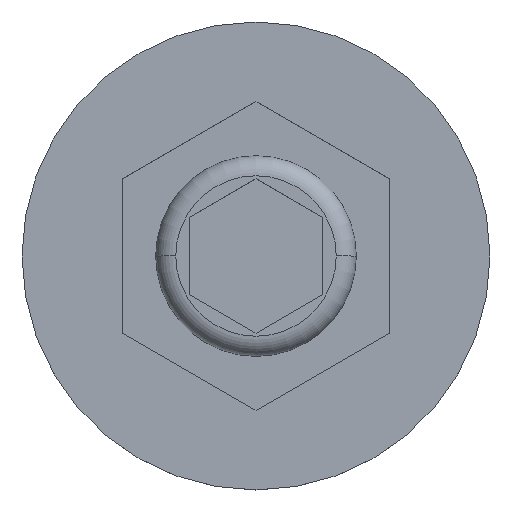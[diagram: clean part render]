
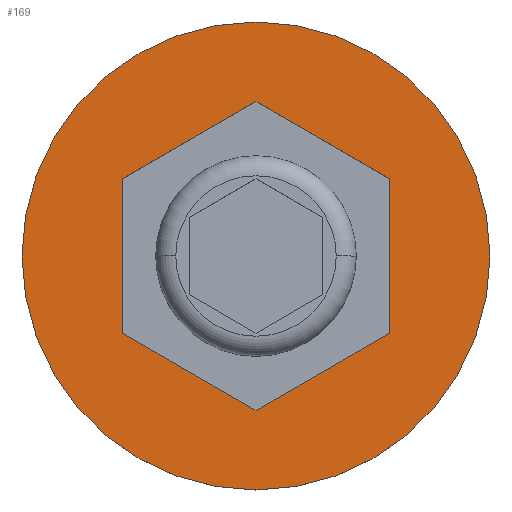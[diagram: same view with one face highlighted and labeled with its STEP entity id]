
A CAD part, top view. The second image highlights one B-rep face of the part: STEP entity #169.
In plain terms, the highlighted planar face has unit normal (0, 0, 1).
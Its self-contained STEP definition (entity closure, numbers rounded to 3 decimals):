
#46 = DIRECTION ( 'NONE',  ( 1., 0., 0. ) ) ;
#62 = PLANE ( 'NONE',  #174 ) ;
#65 = CARTESIAN_POINT ( 'NONE',  ( -2., 1.155, 0. ) ) ;
#90 = CARTESIAN_POINT ( 'NONE',  ( 0., 2.309, 0. ) ) ;
#103 = CARTESIAN_POINT ( 'NONE',  ( 2., -1.155, 0. ) ) ;
#165 = CARTESIAN_POINT ( 'NONE',  ( -2., -1.155, 0. ) ) ;
#169 = ADVANCED_FACE ( 'NONE', ( #514, #376 ), #62, .T. ) ;
#174 = AXIS2_PLACEMENT_3D ( 'NONE', #940, #1501, #1472 ) ;
#185 = VERTEX_POINT ( 'NONE', #1610 ) ;
#269 = VECTOR ( 'NONE', #931, 1000. ) ;
#300 = DIRECTION ( 'NONE',  ( 0., 0., 1. ) ) ;
#308 = DIRECTION ( 'NONE',  ( 1., 0., 0. ) ) ;
#310 = DIRECTION ( 'NONE',  ( 0.866, -0.5, 0. ) ) ;
#348 = CARTESIAN_POINT ( 'NONE',  ( 0., 0., 0. ) ) ;
#376 = FACE_OUTER_BOUND ( 'NONE', #1378, .T. ) ;
#389 = LINE ( 'NONE', #65, #471 ) ;
#405 = CARTESIAN_POINT ( 'NONE',  ( 2., -1.155, 0. ) ) ;
#442 = VECTOR ( 'NONE', #808, 1000. ) ;
#466 = VERTEX_POINT ( 'NONE', #735 ) ;
#471 = VECTOR ( 'NONE', #1463, 1000. ) ;
#503 = VECTOR ( 'NONE', #1759, 1000. ) ;
#510 = VERTEX_POINT ( 'NONE', #1629 ) ;
#514 = FACE_BOUND ( 'NONE', #1237, .T. ) ;
#516 = CARTESIAN_POINT ( 'NONE',  ( 0., -2.309, 0. ) ) ;
#533 = VECTOR ( 'NONE', #1363, 1000. ) ;
#581 = VERTEX_POINT ( 'NONE', #165 ) ;
#617 = AXIS2_PLACEMENT_3D ( 'NONE', #348, #1749, #46 ) ;
#635 = LINE ( 'NONE', #1204, #442 ) ;
#693 = VERTEX_POINT ( 'NONE', #1794 ) ;
#735 = CARTESIAN_POINT ( 'NONE',  ( -2., 1.155, 0. ) ) ;
#737 = EDGE_CURVE ( 'NONE', #693, #902, #635, .T. ) ;
#808 = DIRECTION ( 'NONE',  ( -0.866, 0.5, 0. ) ) ;
#813 = LINE ( 'NONE', #103, #503 ) ;
#854 = CARTESIAN_POINT ( 'NONE',  ( 0., 0., 0. ) ) ;
#899 = LINE ( 'NONE', #90, #269 ) ;
#902 = VERTEX_POINT ( 'NONE', #1106 ) ;
#931 = DIRECTION ( 'NONE',  ( -0.866, -0.5, 0. ) ) ;
#940 = CARTESIAN_POINT ( 'NONE',  ( 0., 0., 0. ) ) ;
#963 = EDGE_CURVE ( 'NONE', #1419, #185, #1033, .T. ) ;
#1002 = CIRCLE ( 'NONE', #617, 3.5 ) ;
#1019 = ORIENTED_EDGE ( 'NONE', *, *, #1123, .F. ) ;
#1033 = CIRCLE ( 'NONE', #1412, 3.5 ) ;
#1034 = VECTOR ( 'NONE', #310, 1000. ) ;
#1072 = EDGE_CURVE ( 'NONE', #510, #1687, #1766, .T. ) ;
#1088 = EDGE_CURVE ( 'NONE', #1687, #693, #813, .T. ) ;
#1106 = CARTESIAN_POINT ( 'NONE',  ( 0., 2.309, 0. ) ) ;
#1108 = ORIENTED_EDGE ( 'NONE', *, *, #1088, .F. ) ;
#1123 = EDGE_CURVE ( 'NONE', #466, #581, #389, .T. ) ;
#1204 = CARTESIAN_POINT ( 'NONE',  ( 2., 1.155, 0. ) ) ;
#1222 = ORIENTED_EDGE ( 'NONE', *, *, #1823, .T. ) ;
#1237 = EDGE_LOOP ( 'NONE', ( #1570, #1108, #1734, #1797, #1019, #1455 ) ) ;
#1363 = DIRECTION ( 'NONE',  ( 0.866, 0.5, 0. ) ) ;
#1376 = EDGE_CURVE ( 'NONE', #581, #510, #1453, .T. ) ;
#1378 = EDGE_LOOP ( 'NONE', ( #1807, #1222 ) ) ;
#1412 = AXIS2_PLACEMENT_3D ( 'NONE', #854, #300, #308 ) ;
#1419 = VERTEX_POINT ( 'NONE', #1567 ) ;
#1453 = LINE ( 'NONE', #1704, #1034 ) ;
#1455 = ORIENTED_EDGE ( 'NONE', *, *, #1510, .F. ) ;
#1463 = DIRECTION ( 'NONE',  ( 0., -1., 0. ) ) ;
#1472 = DIRECTION ( 'NONE',  ( 1., 0., 0. ) ) ;
#1501 = DIRECTION ( 'NONE',  ( 0., 0., 1. ) ) ;
#1510 = EDGE_CURVE ( 'NONE', #902, #466, #899, .T. ) ;
#1567 = CARTESIAN_POINT ( 'NONE',  ( 3.5, 0., 0. ) ) ;
#1570 = ORIENTED_EDGE ( 'NONE', *, *, #737, .F. ) ;
#1610 = CARTESIAN_POINT ( 'NONE',  ( -3.5, 0., 0. ) ) ;
#1629 = CARTESIAN_POINT ( 'NONE',  ( 0., -2.309, 0. ) ) ;
#1687 = VERTEX_POINT ( 'NONE', #405 ) ;
#1704 = CARTESIAN_POINT ( 'NONE',  ( -2., -1.155, 0. ) ) ;
#1734 = ORIENTED_EDGE ( 'NONE', *, *, #1072, .F. ) ;
#1749 = DIRECTION ( 'NONE',  ( 0., 0., 1. ) ) ;
#1759 = DIRECTION ( 'NONE',  ( 0., 1., 0. ) ) ;
#1766 = LINE ( 'NONE', #516, #533 ) ;
#1794 = CARTESIAN_POINT ( 'NONE',  ( 2., 1.155, 0. ) ) ;
#1797 = ORIENTED_EDGE ( 'NONE', *, *, #1376, .F. ) ;
#1807 = ORIENTED_EDGE ( 'NONE', *, *, #963, .T. ) ;
#1823 = EDGE_CURVE ( 'NONE', #185, #1419, #1002, .T. ) ;
